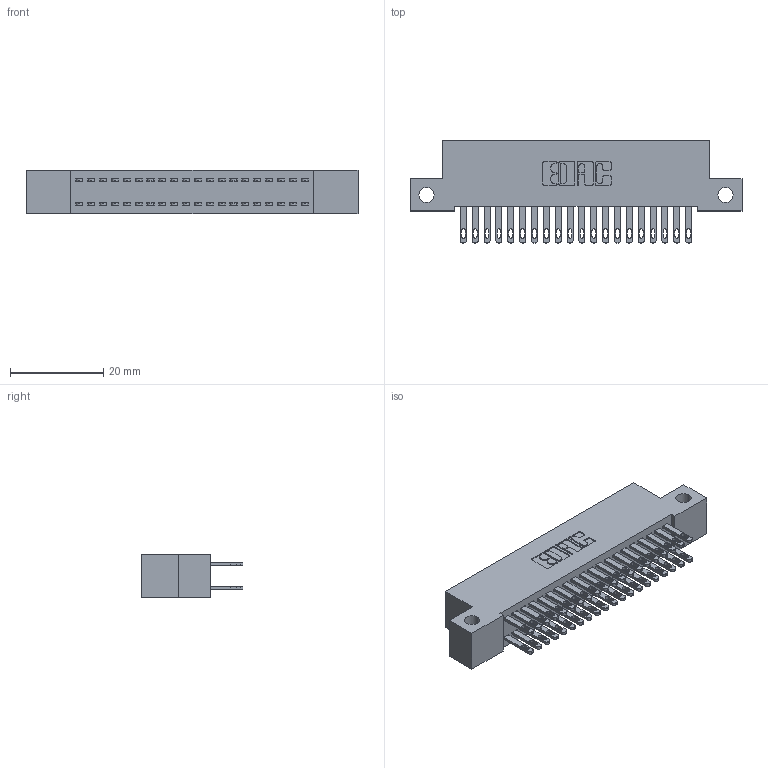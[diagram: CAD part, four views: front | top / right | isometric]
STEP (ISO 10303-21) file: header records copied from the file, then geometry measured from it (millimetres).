
FILE_DESCRIPTION (( 'STEP AP203' ), '1' );
FILE_NAME ('342-040-500-212.STEP', '2018-08-11T23:50:01', ( '' ), ( '' ), 'SwSTEP 2.0', 'SolidWorks 2016', '' );
FILE_SCHEMA (( 'CONFIG_CONTROL_DESIGN' ));
Length unit declared in the file: inch
Products named in the file (3): 342 Part_Side Mount; 345-292-001_345-293-100; 342-040-500-212
Assembly tree (41 placements, depth 2):
  342-040-500-212
    342 Part_Side Mount
    345-292-001_345-293-100  x40
Bounding box: 71.12 x 21.85 x 9.4 mm (x, y, z)
Volume: 6334.3 mm3; surface area: 9991.8 mm2
Topology: 41 solids, 41 shells, 2030 faces, 6179 edges, 4118 vertices
Faces by surface type: plane 1266, cylinder 764
Entity records: 15513 total; most frequent: CARTESIAN_POINT 2594, ORIENTED_EDGE 2530, DIRECTION 2257, EDGE_CURVE 1265, VECTOR 1133, LINE 1133, VERTEX_POINT 842, AXIS2_PLACEMENT_3D 562
